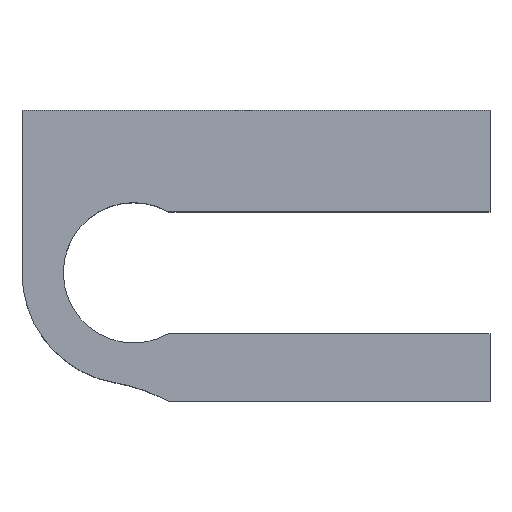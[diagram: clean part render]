
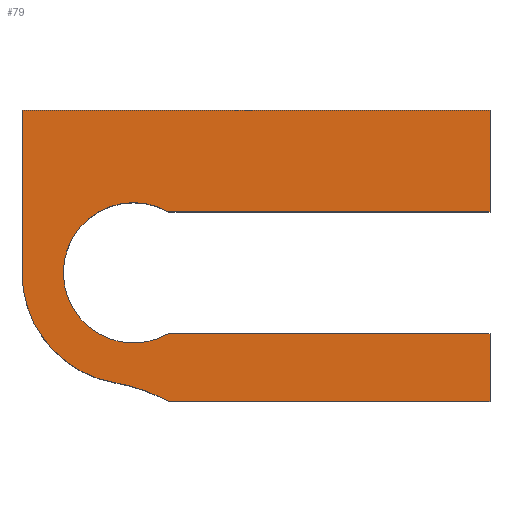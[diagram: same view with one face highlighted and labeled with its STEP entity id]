
A CAD part, top view. The second image highlights one B-rep face of the part: STEP entity #79.
In plain terms, the highlighted planar face has unit normal (0, 0, 1).
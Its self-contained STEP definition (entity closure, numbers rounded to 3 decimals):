
#79 = ADVANCED_FACE( '', ( #105 ), #106, .F. );
#105 = FACE_OUTER_BOUND( '', #149, .T. );
#106 = PLANE( '', #150 );
#149 = EDGE_LOOP( '', ( #215, #216, #217, #218, #219, #220, #221, #222, #223, #224, #225 ) );
#150 = AXIS2_PLACEMENT_3D( '', #226, #227, #228 );
#215 = ORIENTED_EDGE( '', *, *, #369, .T. );
#216 = ORIENTED_EDGE( '', *, *, #370, .T. );
#217 = ORIENTED_EDGE( '', *, *, #371, .T. );
#218 = ORIENTED_EDGE( '', *, *, #372, .T. );
#219 = ORIENTED_EDGE( '', *, *, #373, .T. );
#220 = ORIENTED_EDGE( '', *, *, #374, .T. );
#221 = ORIENTED_EDGE( '', *, *, #375, .T. );
#222 = ORIENTED_EDGE( '', *, *, #356, .T. );
#223 = ORIENTED_EDGE( '', *, *, #364, .T. );
#224 = ORIENTED_EDGE( '', *, *, #367, .T. );
#225 = ORIENTED_EDGE( '', *, *, #376, .T. );
#226 = CARTESIAN_POINT( '', ( 0., 0., 10. ) );
#227 = DIRECTION( '', ( 0., 0., -1. ) );
#228 = DIRECTION( '', ( -1., 0., 0. ) );
#356 = EDGE_CURVE( '', #415, #413, #416, .T. );
#364 = EDGE_CURVE( '', #413, #429, #431, .T. );
#367 = EDGE_CURVE( '', #429, #434, #436, .T. );
#369 = EDGE_CURVE( '', #438, #439, #440, .T. );
#370 = EDGE_CURVE( '', #439, #441, #442, .T. );
#371 = EDGE_CURVE( '', #441, #443, #444, .T. );
#372 = EDGE_CURVE( '', #443, #445, #446, .T. );
#373 = EDGE_CURVE( '', #445, #447, #448, .T. );
#374 = EDGE_CURVE( '', #447, #449, #450, .T. );
#375 = EDGE_CURVE( '', #449, #415, #451, .T. );
#376 = EDGE_CURVE( '', #434, #438, #452, .T. );
#413 = VERTEX_POINT( '', #505 );
#415 = VERTEX_POINT( '', #508 );
#416 = LINE( '', #509, #510 );
#429 = VERTEX_POINT( '', #531 );
#431 = LINE( '', #534, #535 );
#434 = VERTEX_POINT( '', #539 );
#436 = CIRCLE( '', #542, 6.594 );
#438 = VERTEX_POINT( '', #544 );
#439 = VERTEX_POINT( '', #545 );
#440 = LINE( '', #546, #547 );
#441 = VERTEX_POINT( '', #548 );
#442 = LINE( '', #549, #550 );
#443 = VERTEX_POINT( '', #551 );
#444 = LINE( '', #552, #553 );
#445 = VERTEX_POINT( '', #554 );
#446 = LINE( '', #555, #556 );
#447 = VERTEX_POINT( '', #557 );
#448 = CIRCLE( '', #558, 4.15 );
#449 = VERTEX_POINT( '', #559 );
#450 = LINE( '', #560, #561 );
#451 = LINE( '', #562, #563 );
#452 = CIRCLE( '', #564, 10. );
#505 = CARTESIAN_POINT( '', ( -6.594, 9.594, 10. ) );
#508 = CARTESIAN_POINT( '', ( 21.075, 9.594, 10. ) );
#509 = CARTESIAN_POINT( '', ( 21.075, 9.594, 10. ) );
#510 = VECTOR( '', #639, 1000. );
#531 = CARTESIAN_POINT( '', ( -6.594, 0., 10. ) );
#534 = CARTESIAN_POINT( '', ( -6.594, 9.594, 10. ) );
#535 = VECTOR( '', #649, 1000. );
#539 = CARTESIAN_POINT( '', ( -1.099, -6.502, 10. ) );
#542 = AXIS2_PLACEMENT_3D( '', #652, #653, #654 );
#544 = CARTESIAN_POINT( '', ( 1.576, -7.353, 10. ) );
#545 = CARTESIAN_POINT( '', ( 2.075, -7.594, 10. ) );
#546 = CARTESIAN_POINT( '', ( 1.576, -7.353, 10. ) );
#547 = VECTOR( '', #658, 1000. );
#548 = CARTESIAN_POINT( '', ( 21.075, -7.594, 10. ) );
#549 = CARTESIAN_POINT( '', ( 21.075, -7.594, 10. ) );
#550 = VECTOR( '', #659, 1000. );
#551 = CARTESIAN_POINT( '', ( 21.075, -3.594, 10. ) );
#552 = CARTESIAN_POINT( '', ( 21.075, -7.594, 10. ) );
#553 = VECTOR( '', #660, 1000. );
#554 = CARTESIAN_POINT( '', ( 2.075, -3.594, 10. ) );
#555 = CARTESIAN_POINT( '', ( 2.075, -3.594, 10. ) );
#556 = VECTOR( '', #661, 1000. );
#557 = CARTESIAN_POINT( '', ( 2.075, 3.594, 10. ) );
#558 = AXIS2_PLACEMENT_3D( '', #662, #663, #664 );
#559 = CARTESIAN_POINT( '', ( 21.075, 3.594, 10. ) );
#560 = CARTESIAN_POINT( '', ( 2.075, 3.594, 10. ) );
#561 = VECTOR( '', #665, 1000. );
#562 = CARTESIAN_POINT( '', ( 21.075, 9.594, 10. ) );
#563 = VECTOR( '', #666, 1000. );
#564 = AXIS2_PLACEMENT_3D( '', #667, #668, #669 );
#639 = DIRECTION( '', ( -1., 0., 0. ) );
#649 = DIRECTION( '', ( 0., -1., 0. ) );
#652 = CARTESIAN_POINT( '', ( 0., 0., 10. ) );
#653 = DIRECTION( '', ( 0., 0., 1. ) );
#654 = DIRECTION( '', ( 1., 0., 0. ) );
#658 = DIRECTION( '', ( 0.901, -0.434, 0. ) );
#659 = DIRECTION( '', ( 1., 0., 0. ) );
#660 = DIRECTION( '', ( 0., 1., 0. ) );
#661 = DIRECTION( '', ( -1., 0., 0. ) );
#662 = CARTESIAN_POINT( '', ( 0., 0., 10. ) );
#663 = DIRECTION( '', ( 0., 0., -1. ) );
#664 = DIRECTION( '', ( 1., 0., 0. ) );
#665 = DIRECTION( '', ( 1., 0., 0. ) );
#666 = DIRECTION( '', ( 0., 1., 0. ) );
#667 = CARTESIAN_POINT( '', ( -2.765, -16.362, 10. ) );
#668 = DIRECTION( '', ( 0., 0., -1. ) );
#669 = DIRECTION( '', ( 1., 0., 0. ) );
